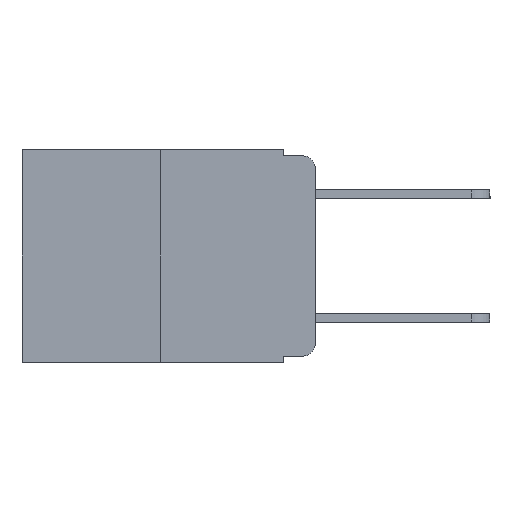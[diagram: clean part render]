
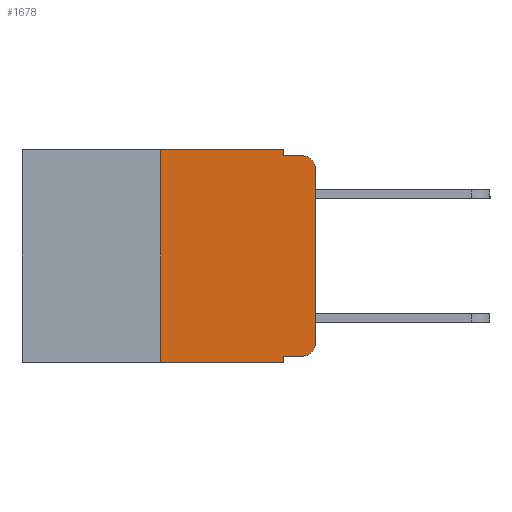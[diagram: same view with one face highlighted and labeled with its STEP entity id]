
A CAD part, left-side view. The second image highlights one B-rep face of the part: STEP entity #1678.
In plain terms, the highlighted planar face has unit normal (-1, 0, 0).
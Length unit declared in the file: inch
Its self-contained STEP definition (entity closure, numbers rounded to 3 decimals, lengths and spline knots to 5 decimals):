
#105 = CARTESIAN_POINT ( 'NONE',  ( 0., 0.051, 0. ) ) ;
#275 = CARTESIAN_POINT ( 'NONE',  ( 0., 0.473, 0. ) ) ;
#677 = LINE ( 'NONE', #13385, #15527 ) ;
#697 = EDGE_CURVE ( 'NONE', #10236, #2879, #6833, .T. ) ;
#949 = VERTEX_POINT ( 'NONE', #3917 ) ;
#992 = VERTEX_POINT ( 'NONE', #16738 ) ;
#1002 = EDGE_CURVE ( 'NONE', #949, #1890, #11875, .T. ) ;
#1097 = VERTEX_POINT ( 'NONE', #11267 ) ;
#1466 = ORIENTED_EDGE ( 'NONE', *, *, #1938, .T. ) ;
#1590 = LINE ( 'NONE', #2000, #8722 ) ;
#1678 = ADVANCED_FACE ( 'NONE', ( #6221 ), #8869, .F. ) ;
#1890 = VERTEX_POINT ( 'NONE', #16944 ) ;
#1938 = EDGE_CURVE ( 'NONE', #14166, #10236, #2004, .T. ) ;
#1990 = DIRECTION ( 'NONE',  ( 0., 0., -1. ) ) ;
#2000 = CARTESIAN_POINT ( 'NONE',  ( 0., 0.051, 0. ) ) ;
#2004 = LINE ( 'NONE', #12150, #13065 ) ;
#2165 = VECTOR ( 'NONE', #8511, 39.37008 ) ;
#2453 = CARTESIAN_POINT ( 'NONE',  ( 0., 0., -0.03 ) ) ;
#2637 = EDGE_CURVE ( 'NONE', #1097, #13228, #10289, .T. ) ;
#2879 = VERTEX_POINT ( 'NONE', #4752 ) ;
#3105 = ORIENTED_EDGE ( 'NONE', *, *, #12067, .F. ) ;
#3469 = CARTESIAN_POINT ( 'NONE',  ( 0., 0.051, -0.01 ) ) ;
#3840 = EDGE_LOOP ( 'NONE', ( #1466, #10116, #11012, #10711, #12492, #3105, #17389, #12973, #10857, #9748 ) ) ;
#3917 = CARTESIAN_POINT ( 'NONE',  ( 0., 0.25, -0.343 ) ) ;
#4599 = CARTESIAN_POINT ( 'NONE',  ( 0., 0.02, -0.333 ) ) ;
#4752 = CARTESIAN_POINT ( 'NONE',  ( 0., 0.02, -0.01 ) ) ;
#4996 = CARTESIAN_POINT ( 'NONE',  ( 0., 0.051, -0.333 ) ) ;
#5781 = VECTOR ( 'NONE', #1990, 39.37008 ) ;
#5946 = DIRECTION ( 'NONE',  ( 1., 0., 0. ) ) ;
#6061 = DIRECTION ( 'NONE',  ( -1., 0., 0. ) ) ;
#6221 = FACE_OUTER_BOUND ( 'NONE', #3840, .T. ) ;
#6833 = CIRCLE ( 'NONE', #12665, 0.02 ) ;
#6977 = AXIS2_PLACEMENT_3D ( 'NONE', #9267, #5946, #9490 ) ;
#7097 = CARTESIAN_POINT ( 'NONE',  ( 0., 0.051, -0.333 ) ) ;
#7254 = CIRCLE ( 'NONE', #17267, 0.02 ) ;
#7467 = DIRECTION ( 'NONE',  ( 0., -1., 0. ) ) ;
#7971 = DIRECTION ( 'NONE',  ( 0., -1., 0. ) ) ;
#8006 = VERTEX_POINT ( 'NONE', #4996 ) ;
#8043 = DIRECTION ( 'NONE',  ( 0., 0., -1. ) ) ;
#8245 = VECTOR ( 'NONE', #14310, 39.37008 ) ;
#8411 = EDGE_CURVE ( 'NONE', #9178, #14166, #7254, .T. ) ;
#8511 = DIRECTION ( 'NONE',  ( 0., -1., 0. ) ) ;
#8722 = VECTOR ( 'NONE', #8043, 39.37008 ) ;
#8869 = PLANE ( 'NONE',  #6977 ) ;
#9178 = VERTEX_POINT ( 'NONE', #4599 ) ;
#9267 = CARTESIAN_POINT ( 'NONE',  ( 0., 0.473, 0. ) ) ;
#9484 = LINE ( 'NONE', #105, #5781 ) ;
#9490 = DIRECTION ( 'NONE',  ( 0., 0., -1. ) ) ;
#9748 = ORIENTED_EDGE ( 'NONE', *, *, #8411, .T. ) ;
#10004 = LINE ( 'NONE', #7097, #2165 ) ;
#10116 = ORIENTED_EDGE ( 'NONE', *, *, #697, .T. ) ;
#10120 = DIRECTION ( 'NONE',  ( -1., 0., 0. ) ) ;
#10222 = EDGE_CURVE ( 'NONE', #8006, #9178, #10004, .T. ) ;
#10236 = VERTEX_POINT ( 'NONE', #2453 ) ;
#10259 = DIRECTION ( 'NONE',  ( 0., 0., 1. ) ) ;
#10289 = LINE ( 'NONE', #275, #13499 ) ;
#10711 = ORIENTED_EDGE ( 'NONE', *, *, #12942, .F. ) ;
#10716 = DIRECTION ( 'NONE',  ( 0., 0., 1. ) ) ;
#10857 = ORIENTED_EDGE ( 'NONE', *, *, #10222, .T. ) ;
#11012 = ORIENTED_EDGE ( 'NONE', *, *, #17102, .F. ) ;
#11161 = EDGE_CURVE ( 'NONE', #8006, #1890, #1590, .T. ) ;
#11267 = CARTESIAN_POINT ( 'NONE',  ( 0., 0.25, 0. ) ) ;
#11331 = VECTOR ( 'NONE', #7971, 39.37008 ) ;
#11833 = CARTESIAN_POINT ( 'NONE',  ( 0., 0.02, -0.03 ) ) ;
#11875 = LINE ( 'NONE', #13155, #8245 ) ;
#12067 = EDGE_CURVE ( 'NONE', #949, #1097, #677, .T. ) ;
#12150 = CARTESIAN_POINT ( 'NONE',  ( 0., 0., 0. ) ) ;
#12492 = ORIENTED_EDGE ( 'NONE', *, *, #2637, .F. ) ;
#12665 = AXIS2_PLACEMENT_3D ( 'NONE', #11833, #10120, #13807 ) ;
#12942 = EDGE_CURVE ( 'NONE', #13228, #992, #9484, .T. ) ;
#12973 = ORIENTED_EDGE ( 'NONE', *, *, #11161, .F. ) ;
#13065 = VECTOR ( 'NONE', #10259, 39.37008 ) ;
#13155 = CARTESIAN_POINT ( 'NONE',  ( 0., 0.473, -0.343 ) ) ;
#13228 = VERTEX_POINT ( 'NONE', #16556 ) ;
#13385 = CARTESIAN_POINT ( 'NONE',  ( 0., 0.25, 0. ) ) ;
#13499 = VECTOR ( 'NONE', #7467, 39.37008 ) ;
#13807 = DIRECTION ( 'NONE',  ( 0., 0., -1. ) ) ;
#14166 = VERTEX_POINT ( 'NONE', #17709 ) ;
#14273 = CARTESIAN_POINT ( 'NONE',  ( 0., 0.02, -0.313 ) ) ;
#14310 = DIRECTION ( 'NONE',  ( 0., -1., 0. ) ) ;
#15487 = DIRECTION ( 'NONE',  ( 0., 0., -1. ) ) ;
#15527 = VECTOR ( 'NONE', #10716, 39.37008 ) ;
#16556 = CARTESIAN_POINT ( 'NONE',  ( 0., 0.051, 0. ) ) ;
#16738 = CARTESIAN_POINT ( 'NONE',  ( 0., 0.051, -0.01 ) ) ;
#16944 = CARTESIAN_POINT ( 'NONE',  ( 0., 0.051, -0.343 ) ) ;
#17102 = EDGE_CURVE ( 'NONE', #992, #2879, #17964, .T. ) ;
#17267 = AXIS2_PLACEMENT_3D ( 'NONE', #14273, #6061, #15487 ) ;
#17389 = ORIENTED_EDGE ( 'NONE', *, *, #1002, .T. ) ;
#17709 = CARTESIAN_POINT ( 'NONE',  ( 0., 0., -0.313 ) ) ;
#17964 = LINE ( 'NONE', #3469, #11331 ) ;
